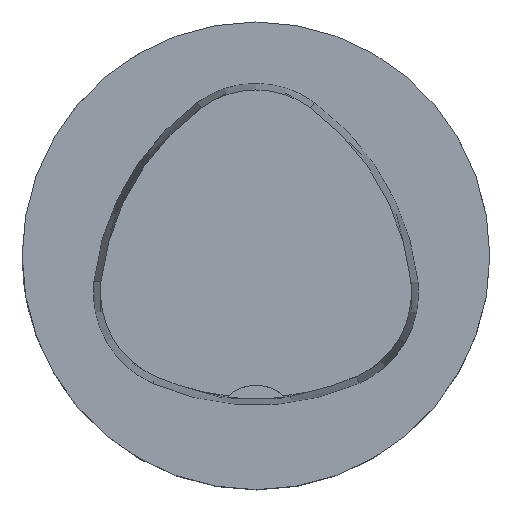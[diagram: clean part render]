
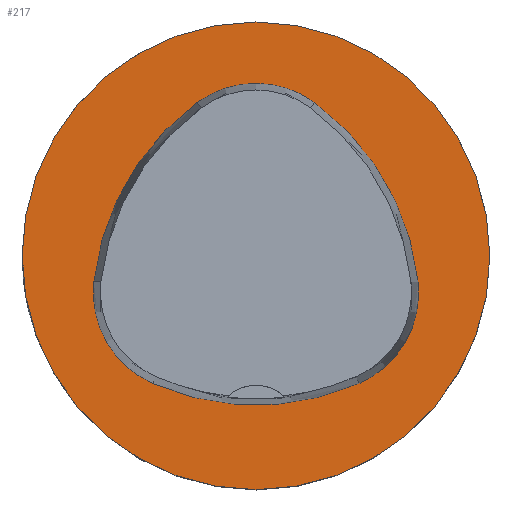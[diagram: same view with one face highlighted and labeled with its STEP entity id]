
A CAD part, top view. The second image highlights one B-rep face of the part: STEP entity #217.
In plain terms, the highlighted planar face has unit normal (0, 0, 1).
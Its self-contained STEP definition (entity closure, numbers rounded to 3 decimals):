
#98=FACE_BOUND('',#392,.T.);
#99=FACE_BOUND('',#393,.T.);
#164=CIRCLE('',#1433,40.);
#165=CIRCLE('',#1435,44.);
#167=CIRCLE('',#1438,17.);
#169=CIRCLE('',#1441,44.);
#171=CIRCLE('',#1444,17.);
#175=CIRCLE('',#1449,44.);
#177=CIRCLE('',#1452,17.);
#217=ADVANCED_FACE('',(#98,#99),#275,.T.);
#275=PLANE('',#1458);
#392=EDGE_LOOP('',(#594,#595,#596,#597,#598,#599));
#393=EDGE_LOOP('',(#600));
#594=ORIENTED_EDGE('',*,*,#1021,.T.);
#595=ORIENTED_EDGE('',*,*,#1001,.T.);
#596=ORIENTED_EDGE('',*,*,#1005,.T.);
#597=ORIENTED_EDGE('',*,*,#1008,.T.);
#598=ORIENTED_EDGE('',*,*,#1011,.T.);
#599=ORIENTED_EDGE('',*,*,#1019,.T.);
#600=ORIENTED_EDGE('',*,*,#1000,.F.);
#864=VERTEX_POINT('',#2074);
#865=VERTEX_POINT('',#2077);
#866=VERTEX_POINT('',#2078);
#869=VERTEX_POINT('',#2086);
#871=VERTEX_POINT('',#2092);
#873=VERTEX_POINT('',#2098);
#880=VERTEX_POINT('',#2119);
#1000=EDGE_CURVE('',#864,#864,#164,.T.);
#1001=EDGE_CURVE('',#865,#866,#165,.T.);
#1005=EDGE_CURVE('',#866,#869,#167,.T.);
#1008=EDGE_CURVE('',#869,#871,#169,.T.);
#1011=EDGE_CURVE('',#871,#873,#171,.T.);
#1019=EDGE_CURVE('',#873,#880,#175,.T.);
#1021=EDGE_CURVE('',#880,#865,#177,.T.);
#1433=AXIS2_PLACEMENT_3D('',#2073,#1638,#1639);
#1435=AXIS2_PLACEMENT_3D('',#2076,#1642,#1643);
#1438=AXIS2_PLACEMENT_3D('',#2085,#1650,#1651);
#1441=AXIS2_PLACEMENT_3D('',#2091,#1657,#1658);
#1444=AXIS2_PLACEMENT_3D('',#2097,#1664,#1665);
#1449=AXIS2_PLACEMENT_3D('',#2120,#1676,#1677);
#1452=AXIS2_PLACEMENT_3D('',#2123,#1682,#1683);
#1458=AXIS2_PLACEMENT_3D('',#2129,#1694,#1695);
#1638=DIRECTION('',(0.,0.,-1.));
#1639=DIRECTION('',(-1.,0.,0.));
#1642=DIRECTION('',(0.,0.,-1.));
#1643=DIRECTION('',(-1.,0.,0.));
#1650=DIRECTION('',(0.,0.,-1.));
#1651=DIRECTION('',(-1.,0.,0.));
#1657=DIRECTION('',(0.,0.,-1.));
#1658=DIRECTION('',(-1.,0.,0.));
#1664=DIRECTION('',(0.,0.,-1.));
#1665=DIRECTION('',(-1.,0.,0.));
#1676=DIRECTION('',(0.,0.,-1.));
#1677=DIRECTION('',(-1.,0.,0.));
#1682=DIRECTION('',(0.,0.,-1.));
#1683=DIRECTION('',(-1.,0.,0.));
#1694=DIRECTION('',(0.,0.,1.));
#1695=DIRECTION('',(1.,0.,0.));
#2073=CARTESIAN_POINT('',(0.,0.,0.));
#2074=CARTESIAN_POINT('',(-40.,0.,0.));
#2076=CARTESIAN_POINT('',(16.01,-9.224,0.));
#2077=CARTESIAN_POINT('',(-27.722,-4.378,0.));
#2078=CARTESIAN_POINT('',(-10.119,26.178,0.));
#2085=CARTESIAN_POINT('',(-0.023,12.5,0.));
#2086=CARTESIAN_POINT('',(10.049,26.194,0.));
#2091=CARTESIAN_POINT('',(-16.021,-9.25,0.));
#2092=CARTESIAN_POINT('',(27.71,-4.394,0.));
#2097=CARTESIAN_POINT('',(10.814,-6.27,0.));
#2098=CARTESIAN_POINT('',(17.611,-21.852,0.));
#2119=CARTESIAN_POINT('',(-17.652,-21.819,0.));
#2120=CARTESIAN_POINT('',(0.017,18.477,0.));
#2123=CARTESIAN_POINT('',(-10.825,-6.25,0.));
#2129=CARTESIAN_POINT('',(0.,0.,0.));
